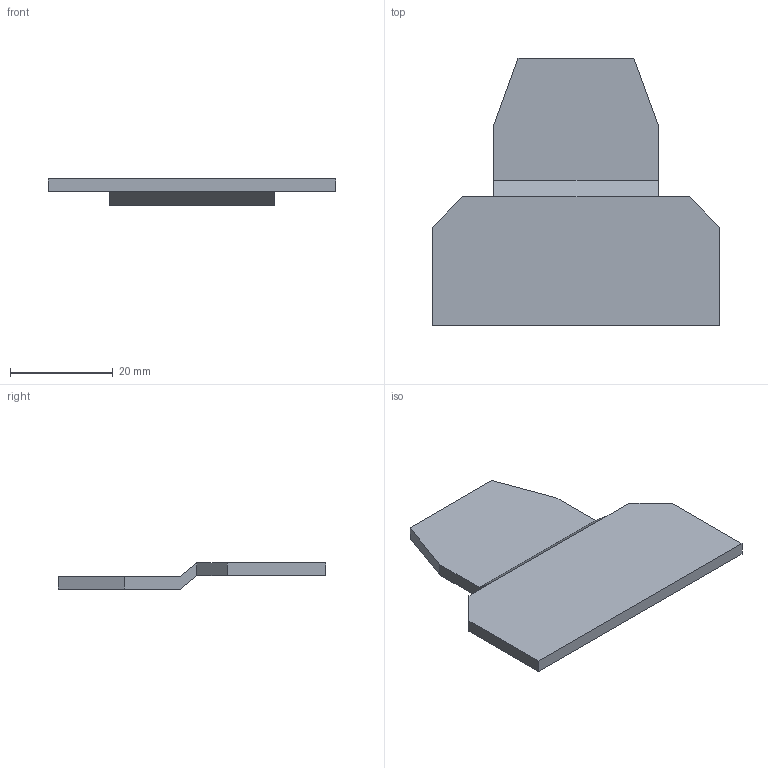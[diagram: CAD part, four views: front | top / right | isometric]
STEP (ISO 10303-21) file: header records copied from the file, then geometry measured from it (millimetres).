
FILE_DESCRIPTION( ('This file contains a STEP AP42 implementation' ,'as created by ZW3D STEP Interface translator.') ,'2;1' );
FILE_NAME( 'D-GUKK3 5.stp' ,'2211 8.161148', (''), ('ZWCAD Software Co.'), 'Version 1.0', 'ZW3D to STEP translator', '' );
FILE_SCHEMA(('AUTOMOTIVE_DESIGN'));
Length unit declared in the file: millimetre
Products named in the file (2): 0; D-GUKK3 5
Bounding box: 56.1 x 52.21 x 5.11 mm (x, y, z)
Volume: 5411.9 mm3; surface area: 4992 mm2
Topology: 1 solids, 1 shells, 32 faces, 78 edges, 52 vertices
Faces by surface type: bspline 32
Entity records: 984 total; most frequent: CARTESIAN_POINT 437, ORIENTED_EDGE 156, EDGE_CURVE 78, B_SPLINE_CURVE_WITH_KNOTS 62, VERTEX_POINT 52, EDGE_LOOP 36, FACE_OUTER_BOUND 32, ADVANCED_FACE 32
